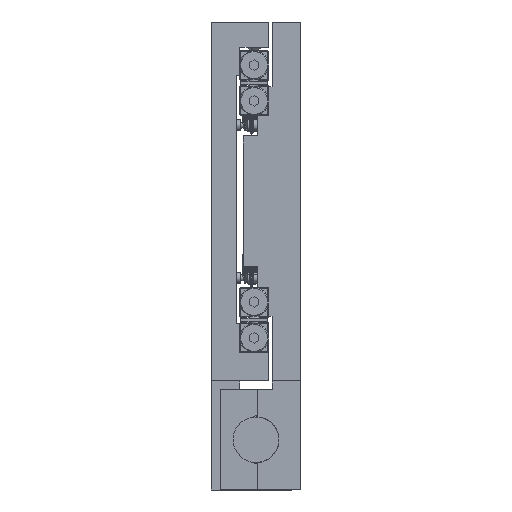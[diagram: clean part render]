
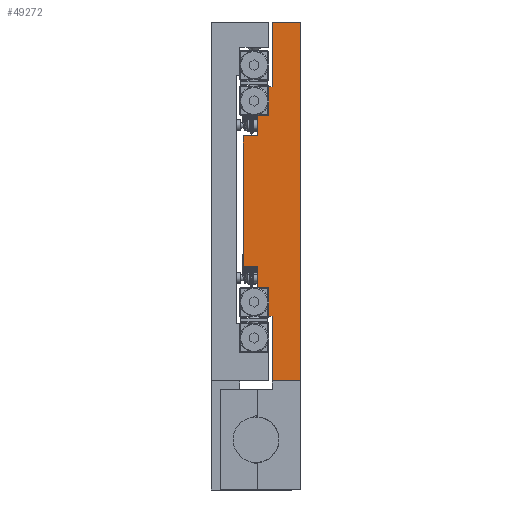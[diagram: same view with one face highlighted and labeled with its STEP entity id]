
A CAD part, left-side view. The second image highlights one B-rep face of the part: STEP entity #49272.
In plain terms, the highlighted planar face has unit normal (-1, 0, 0).
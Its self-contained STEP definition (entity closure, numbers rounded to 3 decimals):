
#26839 = DIRECTION ( 'NONE',  ( 0., -1., 0. ) ) ;
#26840 = VECTOR ( 'NONE', #26839, 1000. ) ;
#26841 = CARTESIAN_POINT ( 'NONE',  ( -1.42, -2.217, 0.164 ) ) ;
#26842 = LINE ( 'NONE', #26841, #26840 ) ;
#26843 = CARTESIAN_POINT ( 'NONE',  ( -1.42, -2.217, 0.164 ) ) ;
#26844 = CARTESIAN_POINT ( 'NONE',  ( -1.42, 5.783, 0.164 ) ) ;
#27120 = DIRECTION ( 'NONE',  ( 0., -1., 0. ) ) ;
#27121 = VECTOR ( 'NONE', #27120, 1000. ) ;
#27122 = CARTESIAN_POINT ( 'NONE',  ( -1.42, 5.783, 18.164 ) ) ;
#27123 = LINE ( 'NONE', #27122, #27121 ) ;
#27165 = DIRECTION ( 'NONE',  ( 0., 0., -1. ) ) ;
#27166 = VECTOR ( 'NONE', #27165, 1000. ) ;
#27167 = CARTESIAN_POINT ( 'NONE',  ( -1.42, 5.783, 0.164 ) ) ;
#27168 = LINE ( 'NONE', #27167, #27166 ) ;
#27169 = CARTESIAN_POINT ( 'NONE',  ( -1.42, 5.783, 18.164 ) ) ;
#27175 = CARTESIAN_POINT ( 'NONE',  ( -1.42, 6.783, 18.164 ) ) ;
#29171 = CARTESIAN_POINT ( 'NONE',  ( -1.42, 9.783, 74.164 ) ) ;
#30585 = DIRECTION ( 'NONE',  ( 0., 1., 0. ) ) ;
#30586 = VECTOR ( 'NONE', #30585, 1000. ) ;
#30588 = CARTESIAN_POINT ( 'NONE',  ( -1.42, 6.783, 74.164 ) ) ;
#30591 = LINE ( 'NONE', #30588, #30586 ) ;
#31054 = CARTESIAN_POINT ( 'NONE',  ( -1.42, 6.783, 74.164 ) ) ;
#37672 = VERTEX_POINT ( 'NONE', #58200 ) ;
#37679 = EDGE_CURVE ( 'NONE', #37672, #98486, #58193, .T. ) ;
#38218 = VERTEX_POINT ( 'NONE', #60432 ) ;
#38232 = EDGE_CURVE ( 'NONE', #38218, #37672, #60409, .T. ) ;
#38548 = EDGE_CURVE ( 'NONE', #38660, #38218, #61551, .T. ) ;
#38660 = VERTEX_POINT ( 'NONE', #62031 ) ;
#45182 = EDGE_CURVE ( 'NONE', #45539, #38660, #96420, .T. ) ;
#45539 = VERTEX_POINT ( 'NONE', #96988 ) ;
#47565 = VERTEX_POINT ( 'NONE', #81116 ) ;
#47593 = EDGE_CURVE ( 'NONE', #47565, #93567, #81164, .T. ) ;
#47884 = VERTEX_POINT ( 'NONE', #81912 ) ;
#47909 = EDGE_CURVE ( 'NONE', #47884, #47565, #81885, .T. ) ;
#47984 = EDGE_CURVE ( 'NONE', #48261, #48003, #82113, .T. ) ;
#47991 = EDGE_CURVE ( 'NONE', #48003, #47884, #82103, .T. ) ;
#48003 = VERTEX_POINT ( 'NONE', #82093 ) ;
#48261 = VERTEX_POINT ( 'NONE', #82484 ) ;
#48416 = EDGE_CURVE ( 'NONE', #48660, #48647, #82634, .T. ) ;
#48551 = EDGE_CURVE ( 'NONE', #98336, #48261, #82823, .T. ) ;
#48590 = EDGE_CURVE ( 'NONE', #48647, #45539, #82793, .T. ) ;
#48647 = VERTEX_POINT ( 'NONE', #82889 ) ;
#48658 = EDGE_CURVE ( 'NONE', #93238, #48660, #82974, .T. ) ;
#48660 = VERTEX_POINT ( 'NONE', #82969 ) ;
#49001 = ORIENTED_EDGE ( 'NONE', *, *, #48551, .T. ) ;
#49012 = ORIENTED_EDGE ( 'NONE', *, *, #48590, .T. ) ;
#49015 = EDGE_LOOP ( 'NONE', ( #49269, #49001, #49237, #49018, #49266, #49229, #49023, #49027, #49246, #49012, #49278, #49280, #49226, #49020, #49239, #49250 ) ) ;
#49018 = ORIENTED_EDGE ( 'NONE', *, *, #47991, .T. ) ;
#49020 = ORIENTED_EDGE ( 'NONE', *, *, #37679, .T. ) ;
#49023 = ORIENTED_EDGE ( 'NONE', *, *, #93531, .T. ) ;
#49027 = ORIENTED_EDGE ( 'NONE', *, *, #48658, .T. ) ;
#49226 = ORIENTED_EDGE ( 'NONE', *, *, #38232, .T. ) ;
#49229 = ORIENTED_EDGE ( 'NONE', *, *, #47593, .T. ) ;
#49237 = ORIENTED_EDGE ( 'NONE', *, *, #47984, .T. ) ;
#49239 = ORIENTED_EDGE ( 'NONE', *, *, #98485, .T. ) ;
#49246 = ORIENTED_EDGE ( 'NONE', *, *, #48416, .T. ) ;
#49250 = ORIENTED_EDGE ( 'NONE', *, *, #98494, .T. ) ;
#49266 = ORIENTED_EDGE ( 'NONE', *, *, #47909, .T. ) ;
#49269 = ORIENTED_EDGE ( 'NONE', *, *, #98338, .T. ) ;
#49272 = ADVANCED_FACE ( 'NONE', ( #83772 ), #83828, .F. ) ;
#49278 = ORIENTED_EDGE ( 'NONE', *, *, #45182, .T. ) ;
#49280 = ORIENTED_EDGE ( 'NONE', *, *, #38548, .T. ) ;
#58187 = DIRECTION ( 'NONE',  ( 0., 0., -1. ) ) ;
#58189 = VECTOR ( 'NONE', #58187, 1000. ) ;
#58190 = CARTESIAN_POINT ( 'NONE',  ( -1.42, 6.783, 18.164 ) ) ;
#58193 = LINE ( 'NONE', #58190, #58189 ) ;
#58200 = CARTESIAN_POINT ( 'NONE',  ( -1.42, 6.783, 26.164 ) ) ;
#60400 = DIRECTION ( 'NONE',  ( 0., -1., 0. ) ) ;
#60403 = VECTOR ( 'NONE', #60400, 1000. ) ;
#60407 = CARTESIAN_POINT ( 'NONE',  ( -1.42, 6.783, 26.164 ) ) ;
#60409 = LINE ( 'NONE', #60407, #60403 ) ;
#60432 = CARTESIAN_POINT ( 'NONE',  ( -1.42, 9.783, 26.164 ) ) ;
#61546 = DIRECTION ( 'NONE',  ( 0., 0., -1. ) ) ;
#61547 = VECTOR ( 'NONE', #61546, 1000. ) ;
#61550 = CARTESIAN_POINT ( 'NONE',  ( -1.42, 9.783, 26.164 ) ) ;
#61551 = LINE ( 'NONE', #61550, #61547 ) ;
#62031 = CARTESIAN_POINT ( 'NONE',  ( -1.42, 9.783, 31.914 ) ) ;
#81116 = CARTESIAN_POINT ( 'NONE',  ( -1.42, 6.783, 82.164 ) ) ;
#81160 = DIRECTION ( 'NONE',  ( 0., 0., -1. ) ) ;
#81161 = VECTOR ( 'NONE', #81160, 1000. ) ;
#81162 = CARTESIAN_POINT ( 'NONE',  ( -1.42, 6.783, 82.164 ) ) ;
#81164 = LINE ( 'NONE', #81162, #81161 ) ;
#81880 = DIRECTION ( 'NONE',  ( 0., 1., 0. ) ) ;
#81881 = VECTOR ( 'NONE', #81880, 1000. ) ;
#81883 = CARTESIAN_POINT ( 'NONE',  ( -1.42, 5.783, 82.164 ) ) ;
#81885 = LINE ( 'NONE', #81883, #81881 ) ;
#81912 = CARTESIAN_POINT ( 'NONE',  ( -1.42, 5.783, 82.164 ) ) ;
#82093 = CARTESIAN_POINT ( 'NONE',  ( -1.42, 5.783, 100.164 ) ) ;
#82098 = DIRECTION ( 'NONE',  ( 0., 0., -1. ) ) ;
#82099 = VECTOR ( 'NONE', #82098, 1000. ) ;
#82102 = CARTESIAN_POINT ( 'NONE',  ( -1.42, 5.783, 82.164 ) ) ;
#82103 = LINE ( 'NONE', #82102, #82099 ) ;
#82107 = DIRECTION ( 'NONE',  ( 0., 1., 0. ) ) ;
#82109 = VECTOR ( 'NONE', #82107, 1000. ) ;
#82111 = CARTESIAN_POINT ( 'NONE',  ( -1.42, -2.217, 100.164 ) ) ;
#82113 = LINE ( 'NONE', #82111, #82109 ) ;
#82484 = CARTESIAN_POINT ( 'NONE',  ( -1.42, -2.217, 100.164 ) ) ;
#82629 = DIRECTION ( 'NONE',  ( 0., 1., 0. ) ) ;
#82630 = VECTOR ( 'NONE', #82629, 1000. ) ;
#82632 = CARTESIAN_POINT ( 'NONE',  ( -1.42, 9.783, 68.414 ) ) ;
#82634 = LINE ( 'NONE', #82632, #82630 ) ;
#82788 = DIRECTION ( 'NONE',  ( 0., 0., -1. ) ) ;
#82790 = VECTOR ( 'NONE', #82788, 1000. ) ;
#82791 = CARTESIAN_POINT ( 'NONE',  ( -1.42, 13.783, 31.914 ) ) ;
#82793 = LINE ( 'NONE', #82791, #82790 ) ;
#82819 = DIRECTION ( 'NONE',  ( 0., 0., 1. ) ) ;
#82820 = VECTOR ( 'NONE', #82819, 1000. ) ;
#82822 = CARTESIAN_POINT ( 'NONE',  ( -1.42, -2.217, 0.164 ) ) ;
#82823 = LINE ( 'NONE', #82822, #82820 ) ;
#82889 = CARTESIAN_POINT ( 'NONE',  ( -1.42, 13.783, 68.414 ) ) ;
#82969 = CARTESIAN_POINT ( 'NONE',  ( -1.42, 9.783, 68.414 ) ) ;
#82970 = DIRECTION ( 'NONE',  ( 0., 0., -1. ) ) ;
#82972 = VECTOR ( 'NONE', #82970, 1000. ) ;
#82973 = CARTESIAN_POINT ( 'NONE',  ( -1.42, 9.783, 74.164 ) ) ;
#82974 = LINE ( 'NONE', #82973, #82972 ) ;
#83772 = FACE_OUTER_BOUND ( 'NONE', #49015, .T. ) ;
#83828 = PLANE ( 'NONE',  #83969 ) ;
#83965 = DIRECTION ( 'NONE',  ( 0., 0., -1. ) ) ;
#83967 = DIRECTION ( 'NONE',  ( 1., 0., 0. ) ) ;
#83968 = CARTESIAN_POINT ( 'NONE',  ( -1.42, 5.783, 0.164 ) ) ;
#83969 = AXIS2_PLACEMENT_3D ( 'NONE', #83968, #83967, #83965 ) ;
#93238 = VERTEX_POINT ( 'NONE', #29171 ) ;
#93531 = EDGE_CURVE ( 'NONE', #93567, #93238, #30591, .T. ) ;
#93567 = VERTEX_POINT ( 'NONE', #31054 ) ;
#96415 = DIRECTION ( 'NONE',  ( 0., -1., 0. ) ) ;
#96416 = VECTOR ( 'NONE', #96415, 1000. ) ;
#96418 = CARTESIAN_POINT ( 'NONE',  ( -1.42, 9.783, 31.914 ) ) ;
#96420 = LINE ( 'NONE', #96418, #96416 ) ;
#96988 = CARTESIAN_POINT ( 'NONE',  ( -1.42, 13.783, 31.914 ) ) ;
#98335 = VERTEX_POINT ( 'NONE', #26844 ) ;
#98336 = VERTEX_POINT ( 'NONE', #26843 ) ;
#98338 = EDGE_CURVE ( 'NONE', #98335, #98336, #26842, .T. ) ;
#98485 = EDGE_CURVE ( 'NONE', #98486, #98492, #27123, .T. ) ;
#98486 = VERTEX_POINT ( 'NONE', #27175 ) ;
#98492 = VERTEX_POINT ( 'NONE', #27169 ) ;
#98494 = EDGE_CURVE ( 'NONE', #98492, #98335, #27168, .T. ) ;
